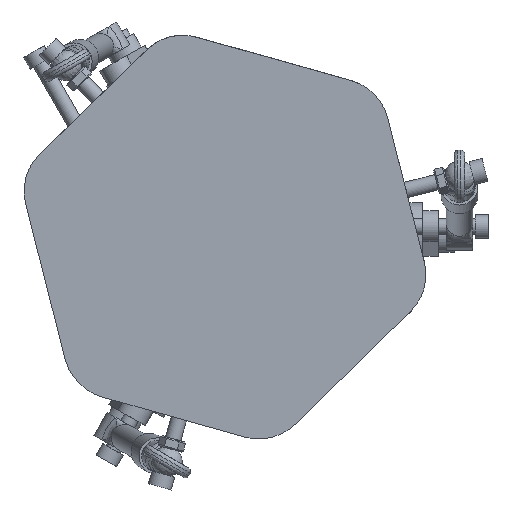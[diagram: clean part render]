
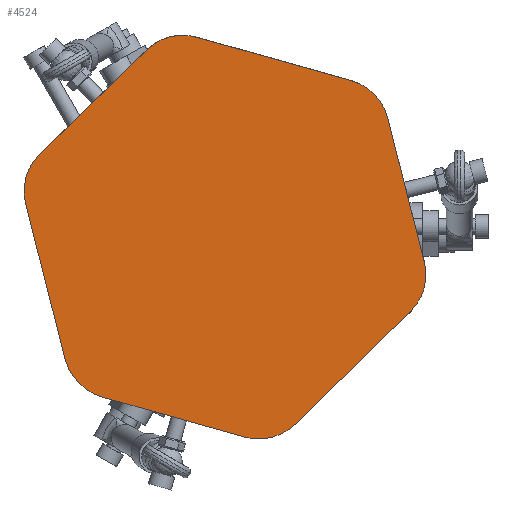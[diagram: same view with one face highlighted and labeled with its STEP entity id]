
A CAD part, top view. The second image highlights one B-rep face of the part: STEP entity #4524.
In plain terms, the highlighted face is planar.
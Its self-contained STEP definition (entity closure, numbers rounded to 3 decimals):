
#710=FACE_OUTER_BOUND('',#1026,.T.);
#1026=EDGE_LOOP('',(#3862,#3863,#3864,#3865,#3866,#3867,#3868,#3869,#3870,
#3871,#3872,#3873));
#1344=LINE('',#14093,#1682);
#1347=LINE('',#14099,#1685);
#1348=LINE('',#14103,#1686);
#1349=LINE('',#14107,#1687);
#1350=LINE('',#14111,#1688);
#1351=LINE('',#14115,#1689);
#1682=VECTOR('',#6009,10.);
#1685=VECTOR('',#6014,10.);
#1686=VECTOR('',#6017,10.);
#1687=VECTOR('',#6020,10.);
#1688=VECTOR('',#6023,10.);
#1689=VECTOR('',#6026,10.);
#1869=CIRCLE('',#5014,10.);
#1870=CIRCLE('',#5017,10.);
#1871=CIRCLE('',#5018,10.);
#1872=CIRCLE('',#5019,10.);
#1873=CIRCLE('',#5020,10.);
#1874=CIRCLE('',#5021,10.);
#2211=VERTEX_POINT('',#14086);
#2212=VERTEX_POINT('',#14088);
#2213=VERTEX_POINT('',#14092);
#2215=VERTEX_POINT('',#14098);
#2216=VERTEX_POINT('',#14100);
#2217=VERTEX_POINT('',#14102);
#2218=VERTEX_POINT('',#14104);
#2219=VERTEX_POINT('',#14106);
#2220=VERTEX_POINT('',#14108);
#2221=VERTEX_POINT('',#14110);
#2222=VERTEX_POINT('',#14112);
#2223=VERTEX_POINT('',#14114);
#2774=EDGE_CURVE('',#2211,#2212,#1869,.T.);
#2776=EDGE_CURVE('',#2213,#2212,#1344,.T.);
#2779=EDGE_CURVE('',#2211,#2215,#1347,.T.);
#2780=EDGE_CURVE('',#2216,#2215,#1870,.T.);
#2781=EDGE_CURVE('',#2216,#2217,#1348,.T.);
#2782=EDGE_CURVE('',#2218,#2217,#1871,.T.);
#2783=EDGE_CURVE('',#2218,#2219,#1349,.T.);
#2784=EDGE_CURVE('',#2220,#2219,#1872,.T.);
#2785=EDGE_CURVE('',#2220,#2221,#1350,.T.);
#2786=EDGE_CURVE('',#2222,#2221,#1873,.T.);
#2787=EDGE_CURVE('',#2222,#2223,#1351,.T.);
#2788=EDGE_CURVE('',#2213,#2223,#1874,.T.);
#3862=ORIENTED_EDGE('',*,*,#2774,.F.);
#3863=ORIENTED_EDGE('',*,*,#2779,.T.);
#3864=ORIENTED_EDGE('',*,*,#2780,.F.);
#3865=ORIENTED_EDGE('',*,*,#2781,.T.);
#3866=ORIENTED_EDGE('',*,*,#2782,.F.);
#3867=ORIENTED_EDGE('',*,*,#2783,.T.);
#3868=ORIENTED_EDGE('',*,*,#2784,.F.);
#3869=ORIENTED_EDGE('',*,*,#2785,.T.);
#3870=ORIENTED_EDGE('',*,*,#2786,.F.);
#3871=ORIENTED_EDGE('',*,*,#2787,.T.);
#3872=ORIENTED_EDGE('',*,*,#2788,.F.);
#3873=ORIENTED_EDGE('',*,*,#2776,.T.);
#4273=PLANE('',#5016);
#4524=ADVANCED_FACE('',(#710),#4273,.T.);
#5014=AXIS2_PLACEMENT_3D('',#14089,#6004,#6005);
#5016=AXIS2_PLACEMENT_3D('',#14097,#6012,#6013);
#5017=AXIS2_PLACEMENT_3D('',#14101,#6015,#6016);
#5018=AXIS2_PLACEMENT_3D('',#14105,#6018,#6019);
#5019=AXIS2_PLACEMENT_3D('',#14109,#6021,#6022);
#5020=AXIS2_PLACEMENT_3D('',#14113,#6024,#6025);
#5021=AXIS2_PLACEMENT_3D('',#14116,#6027,#6028);
#6004=DIRECTION('center_axis',(0.,0.,-1.));
#6005=DIRECTION('ref_axis',(0.,1.,0.));
#6009=DIRECTION('',(-0.866,0.5,0.));
#6012=DIRECTION('center_axis',(0.,0.,1.));
#6013=DIRECTION('ref_axis',(1.,0.,0.));
#6014=DIRECTION('',(-0.866,-0.5,0.));
#6015=DIRECTION('center_axis',(0.,0.,-1.));
#6016=DIRECTION('ref_axis',(-0.866,0.5,0.));
#6017=DIRECTION('',(0.,-1.,0.));
#6018=DIRECTION('center_axis',(0.,0.,-1.));
#6019=DIRECTION('ref_axis',(-0.866,-0.5,0.));
#6020=DIRECTION('',(0.866,-0.5,0.));
#6021=DIRECTION('center_axis',(0.,0.,-1.));
#6022=DIRECTION('ref_axis',(0.,-1.,0.));
#6023=DIRECTION('',(0.866,0.5,0.));
#6024=DIRECTION('center_axis',(0.,0.,-1.));
#6025=DIRECTION('ref_axis',(0.866,-0.5,0.));
#6026=DIRECTION('',(0.,1.,0.));
#6027=DIRECTION('center_axis',(0.,0.,-1.));
#6028=DIRECTION('ref_axis',(0.866,0.5,0.));
#14086=CARTESIAN_POINT('',(-7.,38.006,7.));
#14088=CARTESIAN_POINT('',(3.,38.006,7.));
#14089=CARTESIAN_POINT('Origin',(-2.,29.346,7.));
#14092=CARTESIAN_POINT('',(29.415,22.756,7.));
#14093=CARTESIAN_POINT('',(9.604,34.194,7.));
#14097=CARTESIAN_POINT('Origin',(0.,0.,
7.));
#14098=CARTESIAN_POINT('',(-31.415,23.911,7.));
#14099=CARTESIAN_POINT('',(-25.311,27.435,7.));
#14100=CARTESIAN_POINT('',(-36.415,15.25,7.));
#14101=CARTESIAN_POINT('Origin',(-26.415,15.25,7.));
#14102=CARTESIAN_POINT('',(-36.415,-15.25,7.));
#14103=CARTESIAN_POINT('',(-36.415,8.203,7.));
#14104=CARTESIAN_POINT('',(-31.415,-23.911,7.));
#14105=CARTESIAN_POINT('Origin',(-26.415,-15.25,7.));
#14106=CARTESIAN_POINT('',(-7.,-38.006,7.));
#14107=CARTESIAN_POINT('',(-25.311,-27.435,7.));
#14108=CARTESIAN_POINT('',(3.,-38.006,7.));
#14109=CARTESIAN_POINT('Origin',(-2.,-29.346,7.));
#14110=CARTESIAN_POINT('',(29.415,-22.756,7.));
#14111=CARTESIAN_POINT('',(23.811,-25.991,7.));
#14112=CARTESIAN_POINT('',(34.415,-14.096,7.));
#14113=CARTESIAN_POINT('Origin',(24.415,-14.096,7.));
#14114=CARTESIAN_POINT('',(34.415,14.096,7.));
#14115=CARTESIAN_POINT('',(34.415,7.625,7.));
#14116=CARTESIAN_POINT('Origin',(24.415,14.096,7.));
